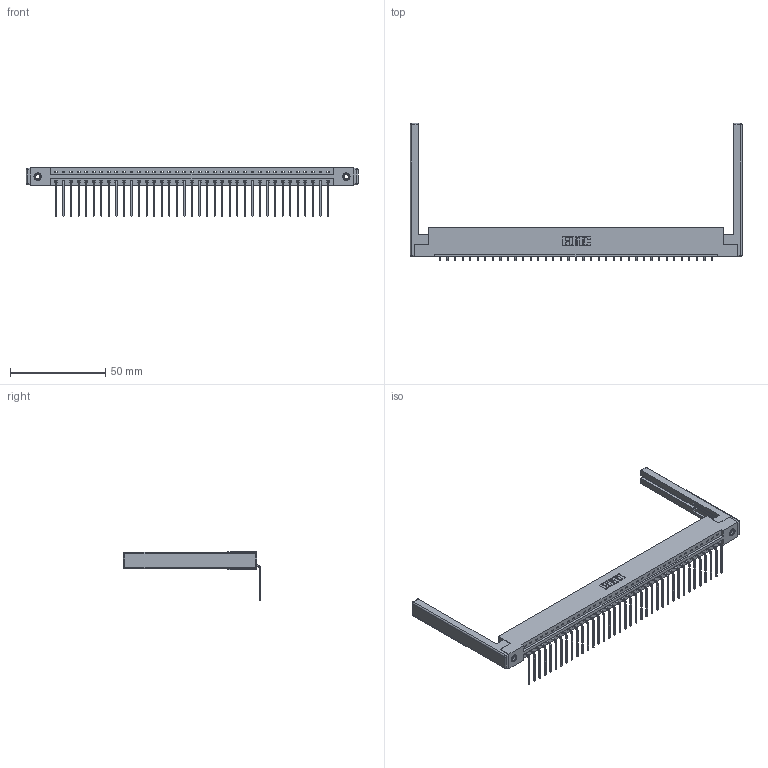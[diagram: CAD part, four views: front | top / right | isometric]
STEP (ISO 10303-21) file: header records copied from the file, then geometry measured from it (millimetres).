
FILE_DESCRIPTION (( 'STEP AP203' ), '1' );
FILE_NAME ('337-037-559-168.STEP', '2019-10-01T16:09:37', ( '' ), ( '' ), 'SwSTEP 2.0', 'SolidWorks 2016', '' );
FILE_SCHEMA (( 'CONFIG_CONTROL_DESIGN' ));
Length unit declared in the file: inch
Products named in the file (5): 345-292-001_558 559 Tail - 1; 307-220-068; 337 Part_Flush Mounting Lugs - 0.156 Dia-TI; 345-250-001_345-250-001-102; 337-037-559-168
Assembly tree (42 placements, depth 2):
  337-037-559-168
    337 Part_Flush Mounting Lugs - 0.156 Dia-TI
    345-292-001_558 559 Tail - 1  x37
    345-250-001_345-250-001-102  x2
    307-220-068  x2
Bounding box: 174.04 x 71.82 x 25.53 mm (x, y, z)
Volume: 22540.5 mm3; surface area: 23576.9 mm2
Topology: 42 solids, 42 shells, 2636 faces, 7879 edges, 5182 vertices
Faces by surface type: plane 1934, cylinder 678, cone 12, sphere 8, torus 4
Entity records: 30994 total; most frequent: CARTESIAN_POINT 5354, ORIENTED_EDGE 5316, DIRECTION 4590, EDGE_CURVE 2658, VECTOR 2480, LINE 2480, VERTEX_POINT 1762, AXIS2_PLACEMENT_3D 1055
